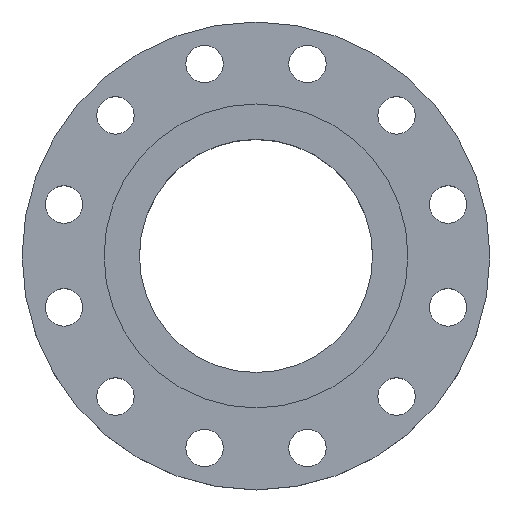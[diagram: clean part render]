
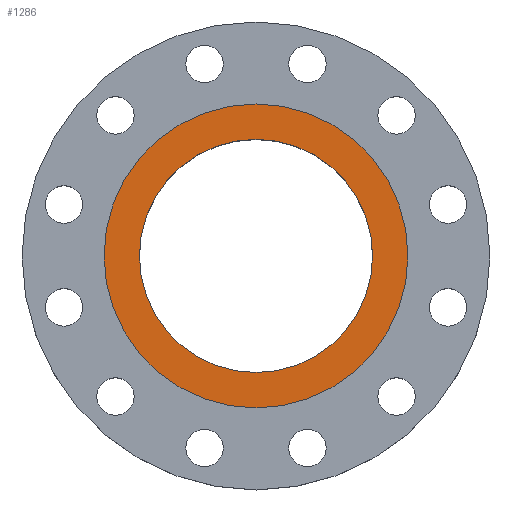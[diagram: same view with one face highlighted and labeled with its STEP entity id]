
A CAD part, top view. The second image highlights one B-rep face of the part: STEP entity #1286.
In plain terms, the highlighted planar face has unit normal (0, 0, 1).
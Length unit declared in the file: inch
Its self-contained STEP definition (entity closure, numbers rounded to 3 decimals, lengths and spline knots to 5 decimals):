
#8 = CARTESIAN_POINT ( 'NONE',  ( 3.115, 0., 0.25 ) ) ;
#95 = FACE_BOUND ( 'NONE', #685, .T. ) ;
#177 = EDGE_CURVE ( 'NONE', #1293, #715, #579, .T. ) ;
#237 = AXIS2_PLACEMENT_3D ( 'NONE', #1351, #281, #378 ) ;
#260 = EDGE_CURVE ( 'NONE', #1268, #838, #633, .T. ) ;
#281 = DIRECTION ( 'NONE',  ( 0., 0., 1. ) ) ;
#335 = EDGE_CURVE ( 'NONE', #838, #1268, #988, .T. ) ;
#336 = DIRECTION ( 'NONE',  ( 1., 0., 0. ) ) ;
#342 = CARTESIAN_POINT ( 'NONE',  ( 0., 0., 0.25 ) ) ;
#347 = CARTESIAN_POINT ( 'NONE',  ( 0., 0., 0.25 ) ) ;
#376 = AXIS2_PLACEMENT_3D ( 'NONE', #342, #660, #336 ) ;
#378 = DIRECTION ( 'NONE',  ( 1., 0., 0. ) ) ;
#387 = DIRECTION ( 'NONE',  ( 0., 0., 1. ) ) ;
#395 = DIRECTION ( 'NONE',  ( 1., 0., 0. ) ) ;
#513 = CIRCLE ( 'NONE', #1079, 3.115 ) ;
#579 = CIRCLE ( 'NONE', #237, 3.115 ) ;
#633 = CIRCLE ( 'NONE', #1158, 4.06 ) ;
#660 = DIRECTION ( 'NONE',  ( 0., 0., 1. ) ) ;
#685 = EDGE_LOOP ( 'NONE', ( #1206, #1368 ) ) ;
#715 = VERTEX_POINT ( 'NONE', #8 ) ;
#750 = FACE_OUTER_BOUND ( 'NONE', #1381, .T. ) ;
#789 = DIRECTION ( 'NONE',  ( 1., 0., 0. ) ) ;
#797 = CARTESIAN_POINT ( 'NONE',  ( -4.06, 0., 0.25 ) ) ;
#802 = DIRECTION ( 'NONE',  ( 0., 0., 1. ) ) ;
#834 = DIRECTION ( 'NONE',  ( 1., 0., 0. ) ) ;
#838 = VERTEX_POINT ( 'NONE', #797 ) ;
#844 = PLANE ( 'NONE',  #1072 ) ;
#866 = ORIENTED_EDGE ( 'NONE', *, *, #335, .T. ) ;
#895 = EDGE_CURVE ( 'NONE', #715, #1293, #513, .T. ) ;
#903 = CARTESIAN_POINT ( 'NONE',  ( 4.06, 0., 0.25 ) ) ;
#926 = CARTESIAN_POINT ( 'NONE',  ( 0., 0., 0.25 ) ) ;
#988 = CIRCLE ( 'NONE', #376, 4.06 ) ;
#1056 = DIRECTION ( 'NONE',  ( 0., 0., 1. ) ) ;
#1072 = AXIS2_PLACEMENT_3D ( 'NONE', #926, #1056, #834 ) ;
#1079 = AXIS2_PLACEMENT_3D ( 'NONE', #347, #802, #789 ) ;
#1129 = CARTESIAN_POINT ( 'NONE',  ( 0., 0., 0.25 ) ) ;
#1158 = AXIS2_PLACEMENT_3D ( 'NONE', #1129, #387, #395 ) ;
#1206 = ORIENTED_EDGE ( 'NONE', *, *, #177, .F. ) ;
#1212 = ORIENTED_EDGE ( 'NONE', *, *, #260, .T. ) ;
#1268 = VERTEX_POINT ( 'NONE', #903 ) ;
#1279 = CARTESIAN_POINT ( 'NONE',  ( -3.115, 0., 0.25 ) ) ;
#1286 = ADVANCED_FACE ( 'NONE', ( #95, #750 ), #844, .T. ) ;
#1293 = VERTEX_POINT ( 'NONE', #1279 ) ;
#1351 = CARTESIAN_POINT ( 'NONE',  ( 0., 0., 0.25 ) ) ;
#1368 = ORIENTED_EDGE ( 'NONE', *, *, #895, .F. ) ;
#1381 = EDGE_LOOP ( 'NONE', ( #866, #1212 ) ) ;
